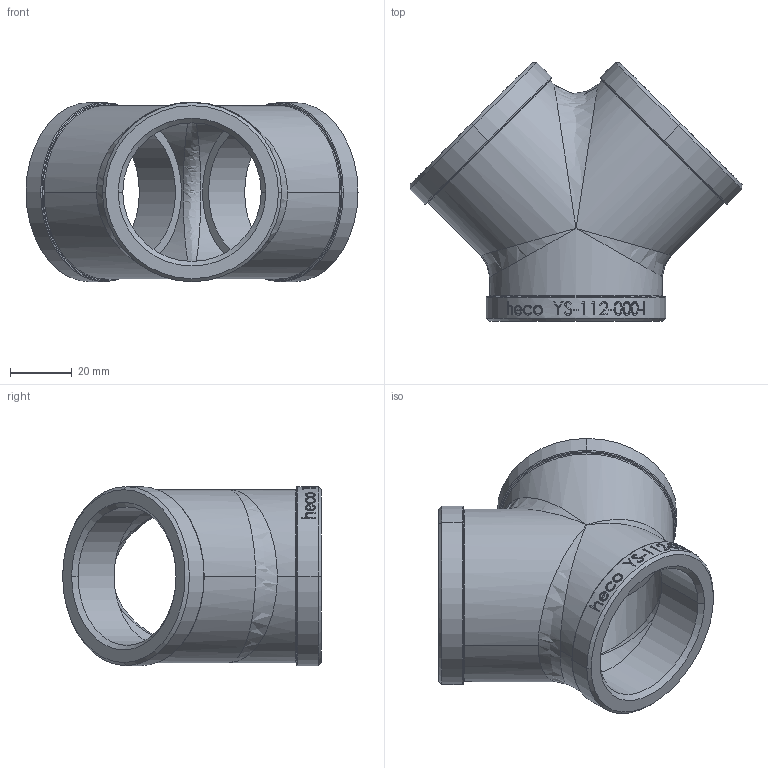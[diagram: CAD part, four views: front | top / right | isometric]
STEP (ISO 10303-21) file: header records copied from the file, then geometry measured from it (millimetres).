
FILE_DESCRIPTION (( 'STEP AP214' ), '1' );
FILE_NAME ('heco_YS-112-000-I.STEP', '2016-09-20T11:32:53', ( '' ), ( '' ), 'SwSTEP 2.0', 'SolidWorks 2016', '' );
FILE_SCHEMA (( 'AUTOMOTIVE_DESIGN' ));
Length unit declared in the file: millimetre
Products named in the file (1): heco_YS-112-000-I
Bounding box: 107.48 x 83.74 x 58.1 mm (x, y, z)
Volume: 71232.5 mm3; surface area: 34917.5 mm2
Topology: 1 solids, 1 shells, 225 faces, 579 edges, 370 vertices
Faces by surface type: bspline 102, plane 54, cylinder 45, cone 12, torus 12
Entity records: 24475 total; most frequent: CARTESIAN_POINT 18122, ORIENTED_EDGE 1134, DIRECTION 624, EDGE_CURVE 567, VERTEX_POINT 370, B_SPLINE_CURVE_WITH_KNOTS 325, AXIS2_PLACEMENT_3D 258, EDGE_LOOP 255
